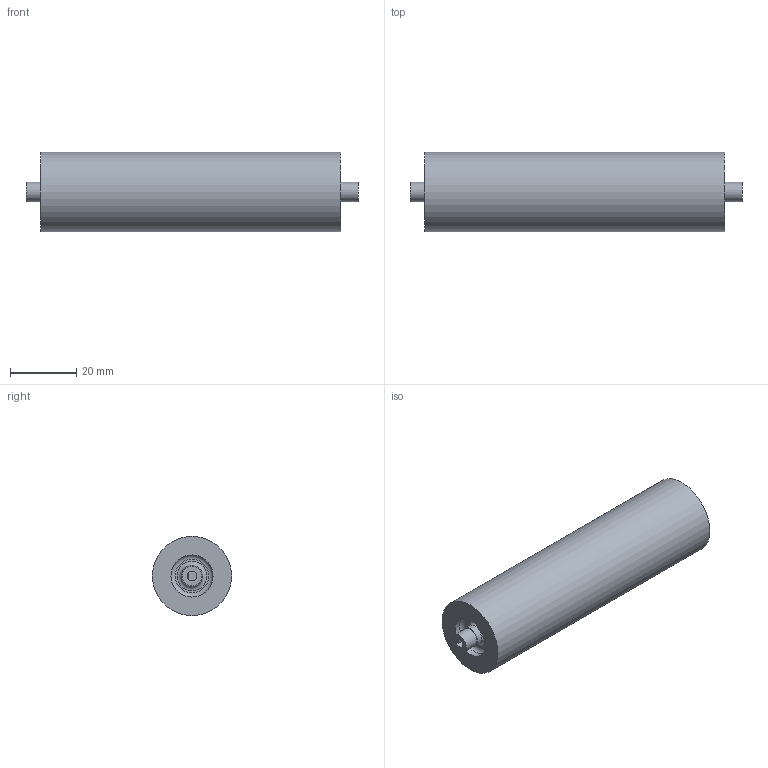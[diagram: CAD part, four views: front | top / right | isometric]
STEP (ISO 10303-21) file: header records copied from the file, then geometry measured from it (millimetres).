
FILE_DESCRIPTION(/* description */ ('STEP AP242','CAx-IF Rec.Pracs.---Representation and Presentation of Product Manufacturing Information (PMI)---4.0---2014-10-13','CAx-IF Rec.Pracs.---3D Tessellated Geometry---0.4---2014-09-14','2;1'),/* implementation_level */ '2;1');
FILE_NAME(/* name */ '66956e04d3e73f42a16af6ac',/* time_stamp */ '2024-07-15T18:44:21Z',/* author */ (''),/* organization */ (''),/* preprocessor_version */ 'ST-DEVELOPER v20',/* originating_system */ ' ',/* authorisation */ ' ');
FILE_SCHEMA (('AP242_MANAGED_MODEL_BASED_3D_ENGINEERING_MIM_LF { 1 0 10303 442 1 1 4 }'));
Length unit declared in the file: metre
Products named in the file (1): Part 16
Bounding box: 100.19 x 23.88 x 23.88 mm (x, y, z)
Volume: 40390.9 mm3; surface area: 8111.6 mm2
Topology: 1 solids, 1 shells, 17 faces, 29 edges, 19 vertices
Faces by surface type: plane 9, cylinder 6, torus 2
Full cylindrical faces by diameter (mm): 3 x1, 5.842 x2, 6.35 x1, 12.7 x1, 23.876 x1
Entity records: 374 total; most frequent: DIRECTION 70, CARTESIAN_POINT 54, ORIENTED_EDGE 38, AXIS2_PLACEMENT_3D 33, EDGE_LOOP 30, FACE_BOUND 30, EDGE_CURVE 19, VERTEX_POINT 17
